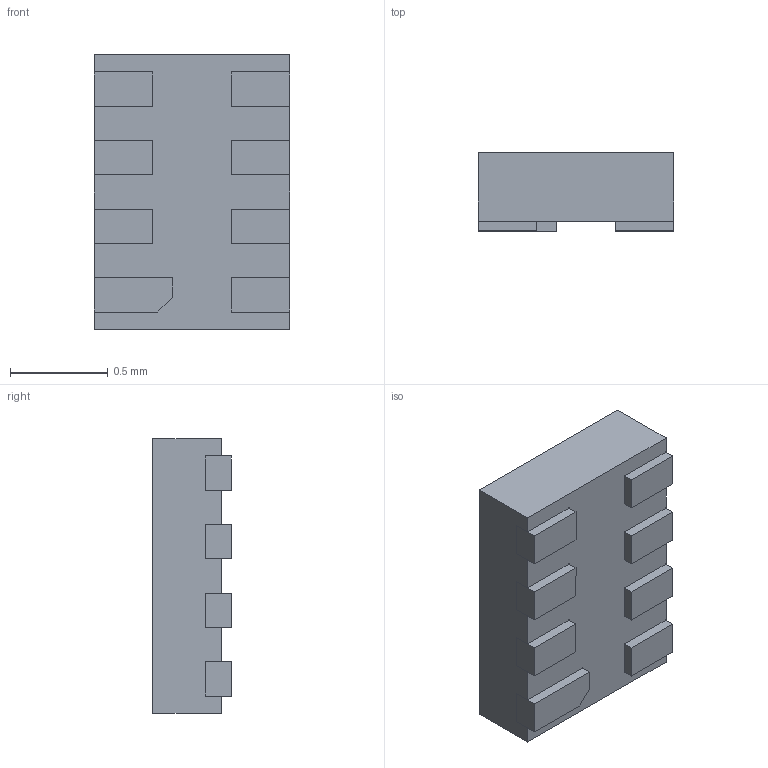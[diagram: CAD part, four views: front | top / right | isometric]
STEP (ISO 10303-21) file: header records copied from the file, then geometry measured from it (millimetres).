
FILE_DESCRIPTION (( 'STEP AP214' ), '1' );
FILE_NAME ('PCA9306DQER.STEP', '2024-04-21T17:35:44', ( '' ), ( '' ), 'SwSTEP 2.0', 'SolidWorks 2021', '' );
FILE_SCHEMA (( 'AUTOMOTIVE_DESIGN' ));
Length unit declared in the file: millimetre
Products named in the file (1): PCA9306DQER
Bounding box: 1 x 0.4 x 1.4 mm (x, y, z)
Volume: 0.5 mm3; surface area: 6.8 mm2
Topology: 10 solids, 10 shells, 95 faces, 222 edges, 148 vertices
Faces by surface type: plane 91, cylinder 4
Entity records: 2779 total; most frequent: CARTESIAN_POINT 466, ORIENTED_EDGE 444, DIRECTION 422, EDGE_CURVE 222, VECTOR 214, LINE 214, VERTEX_POINT 148, AXIS2_PLACEMENT_3D 104
